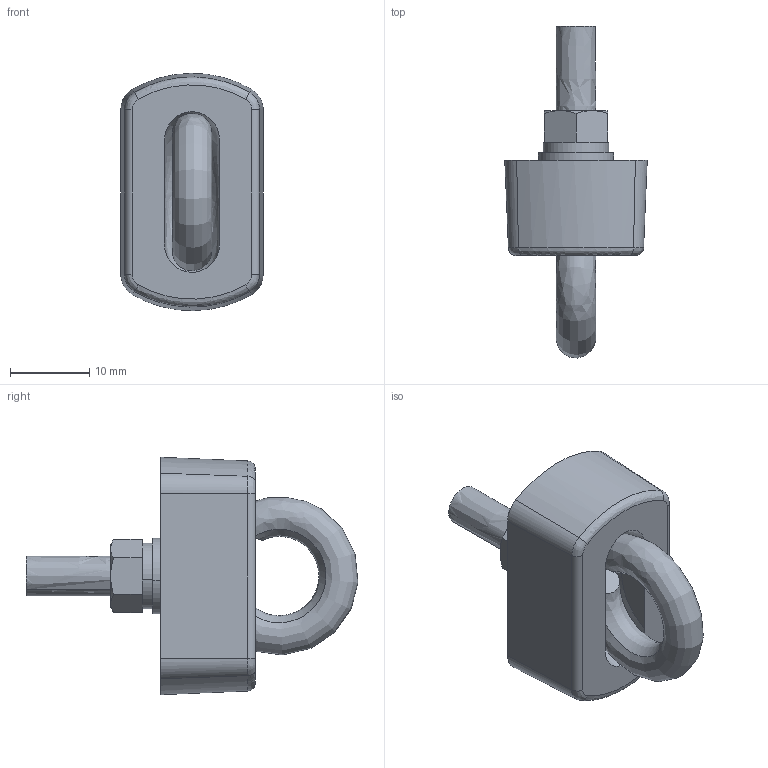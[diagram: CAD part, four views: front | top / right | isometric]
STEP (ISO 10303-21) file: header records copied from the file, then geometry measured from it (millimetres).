
FILE_DESCRIPTION((''),'2;1');
FILE_NAME('','2005-12-14T17:31:07',(''),(''),'','CADfix','');
FILE_SCHEMA(('AUTOMOTIVE_DESIGN'));
Length unit declared in the file: millimetre
Products named in the file (6): nut; washer_B; washer_A; stopper; hook; TM_71_13166_36
Assembly tree (5 placements, depth 2):
  TM_71_13166_36
    nut
    washer_B
    washer_A
    stopper
    hook
Bounding box: 18 x 41.95 x 30 mm (x, y, z)
Volume: 6519 mm3; surface area: 3750.9 mm2
Topology: 5 solids, 5 shells, 57 faces, 156 edges, 110 vertices
Faces by surface type: bspline 57
Entity records: 2819 total; most frequent: CARTESIAN_POINT 1794, ORIENTED_EDGE 312, EDGE_CURVE 156, VERTEX_POINT 110, EDGE_LOOP 66, FACE_OUTER_BOUND 57, ADVANCED_FACE 57, QUASI_UNIFORM_CURVE 43
